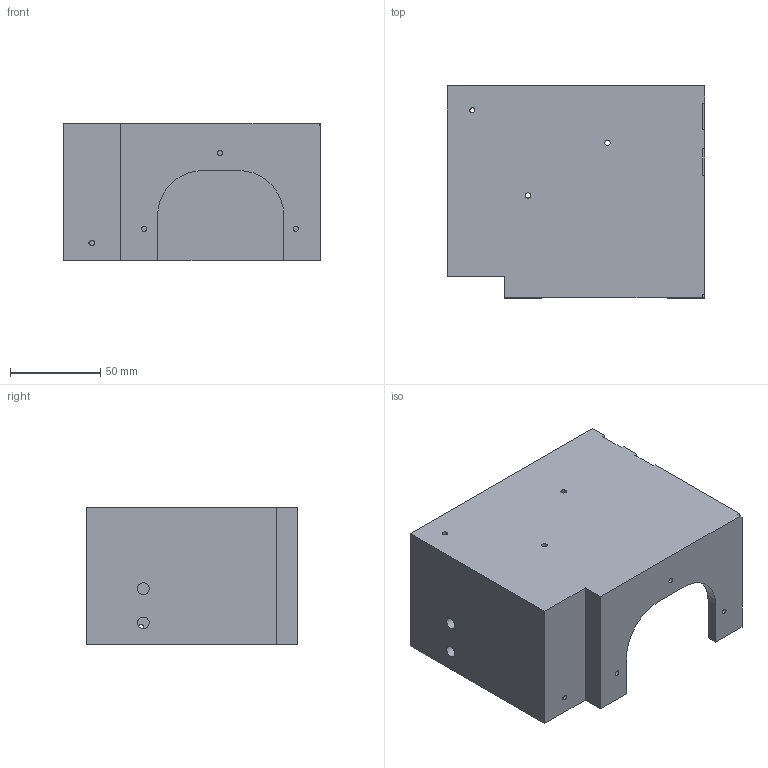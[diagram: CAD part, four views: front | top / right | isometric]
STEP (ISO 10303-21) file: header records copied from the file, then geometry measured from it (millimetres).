
FILE_DESCRIPTION(/* description */ (''),/* implementation_level */ '2;1');
FILE_NAME(/* name */ 'Booser_box_eda_02.step',/* time_stamp */ '2020-11-25T09:49:37+01:00',/* author */ (''),/* organization */ (''),/* preprocessor_version */ 'ST-DEVELOPER v18.1',/* originating_system */ 'Autodesk Translation Framework v9.3.0.1241',/* authorisation */ '');
FILE_SCHEMA (('AUTOMOTIVE_DESIGN { 1 0 10303 214 3 1 1 }'));
Length unit declared in the file: millimetre
Products named in the file (1): Booser_box_eda_02
Bounding box: 142.9 x 117.5 x 76.2 mm (x, y, z)
Volume: 308344.2 mm3; surface area: 95253.9 mm2
Topology: 1 solids, 1 shells, 49 faces, 141 edges, 94 vertices
Faces by surface type: plane 32, cylinder 17
Full cylindrical faces by diameter (mm): 2.8 x7, 3 x2, 6.4 x2
Entity records: 1695 total; most frequent: CARTESIAN_POINT 285, ORIENTED_EDGE 282, DIRECTION 277, EDGE_CURVE 141, LINE 105, VECTOR 105, VERTEX_POINT 94, AXIS2_PLACEMENT_3D 86
